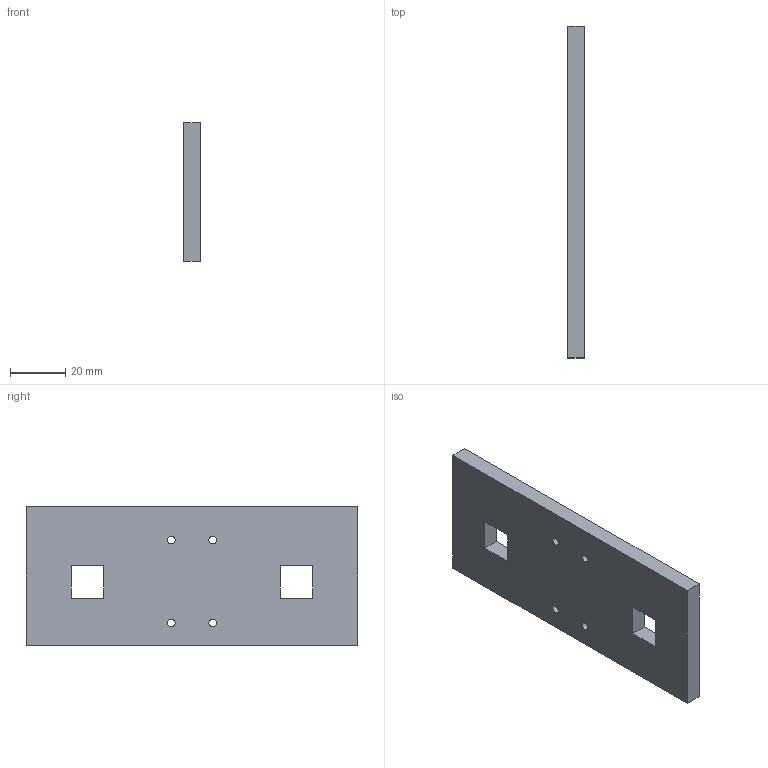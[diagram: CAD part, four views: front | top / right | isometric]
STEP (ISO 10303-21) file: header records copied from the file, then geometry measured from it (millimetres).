
FILE_DESCRIPTION(('FreeCAD Model'),'2;1');
FILE_NAME('sg-penmount-.step','2016-07-24T03:28:33',('FreeCAD'),('FreeCAD'), 'Open CASCADE STEP processor 6.9','FreeCAD','Unknown');
FILE_SCHEMA(('AUTOMOTIVE_DESIGN_CC2 { 1 2 10303 214 -1 1 5 4 }'));
Length unit declared in the file: millimetre
Products named in the file (1): Open CASCADE STEP translator 6.9 1
Bounding box: 6 x 120 x 50 mm (x, y, z)
Volume: 34209.5 mm3; surface area: 14215.9 mm2
Topology: 1 solids, 1 shells, 18 faces, 48 edges, 32 vertices
Faces by surface type: plane 14, cylinder 4
Full cylindrical faces by diameter (mm): 2.8 x4
Entity records: 1226 total; most frequent: CARTESIAN_POINT 259, DIRECTION 166, LINE 112, VECTOR 112, ORIENTED_EDGE 96, PCURVE 96, DEFINITIONAL_REPRESENTATION 96, EDGE_CURVE 48
